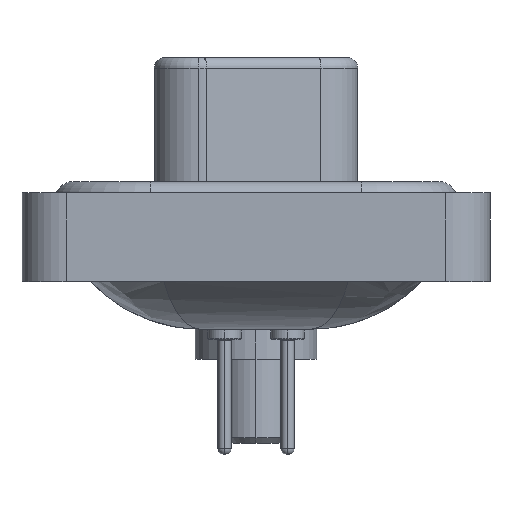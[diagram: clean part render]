
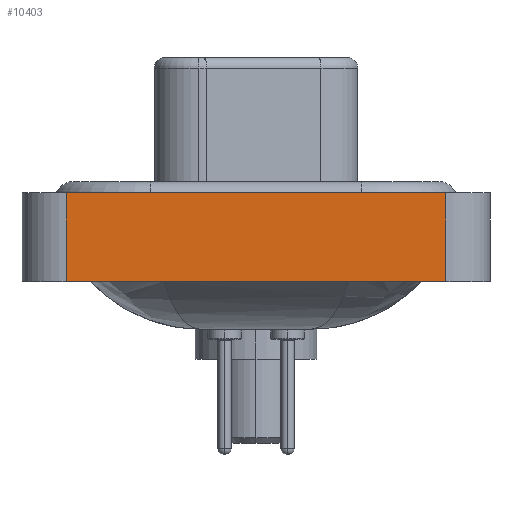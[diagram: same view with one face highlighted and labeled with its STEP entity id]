
A CAD part, left-side view. The second image highlights one B-rep face of the part: STEP entity #10403.
In plain terms, the highlighted planar face has unit normal (-1, 0, 0).
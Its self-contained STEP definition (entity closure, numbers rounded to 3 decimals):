
#659 = VERTEX_POINT ( 'NONE', #19717 ) ;
#1567 = PLANE ( 'NONE',  #12146 ) ;
#3212 = ORIENTED_EDGE ( 'NONE', *, *, #17998, .F. ) ;
#3301 = DIRECTION ( 'NONE',  ( 0., 0., 1. ) ) ;
#6820 = VECTOR ( 'NONE', #10925, 1000. ) ;
#7191 = VECTOR ( 'NONE', #10087, 1000. ) ;
#7385 = ORIENTED_EDGE ( 'NONE', *, *, #18755, .T. ) ;
#7799 = VECTOR ( 'NONE', #23919, 1000. ) ;
#8211 = VECTOR ( 'NONE', #18471, 1000. ) ;
#8237 = CARTESIAN_POINT ( 'NONE',  ( -7.35, -8.55, 0.4 ) ) ;
#8348 = EDGE_LOOP ( 'NONE', ( #11803, #3212, #21276, #7385 ) ) ;
#8643 = FACE_OUTER_BOUND ( 'NONE', #8348, .T. ) ;
#8730 = CARTESIAN_POINT ( 'NONE',  ( -7.35, -8.55, -3.6 ) ) ;
#8739 = LINE ( 'NONE', #8237, #8211 ) ;
#8960 = CARTESIAN_POINT ( 'NONE',  ( -7.35, -8.55, -3.6 ) ) ;
#9127 = DIRECTION ( 'NONE',  ( -1., 0., 0. ) ) ;
#10087 = DIRECTION ( 'NONE',  ( 0., 0., 1. ) ) ;
#10403 = ADVANCED_FACE ( 'NONE', ( #8643 ), #1567, .T. ) ;
#10479 = EDGE_CURVE ( 'NONE', #15919, #23413, #10603, .T. ) ;
#10603 = LINE ( 'NONE', #16394, #7799 ) ;
#10732 = CARTESIAN_POINT ( 'NONE',  ( -7.35, 8.55, 0.4 ) ) ;
#10925 = DIRECTION ( 'NONE',  ( 0., -1., 0. ) ) ;
#11803 = ORIENTED_EDGE ( 'NONE', *, *, #24046, .T. ) ;
#12146 = AXIS2_PLACEMENT_3D ( 'NONE', #20222, #9127, #3301 ) ;
#14036 = CARTESIAN_POINT ( 'NONE',  ( -7.35, 8.55, -3.6 ) ) ;
#15788 = CARTESIAN_POINT ( 'NONE',  ( -7.35, -8.55, 0.4 ) ) ;
#15919 = VERTEX_POINT ( 'NONE', #14036 ) ;
#16394 = CARTESIAN_POINT ( 'NONE',  ( -7.35, 8.55, -3.6 ) ) ;
#17998 = EDGE_CURVE ( 'NONE', #23413, #18142, #8739, .T. ) ;
#18142 = VERTEX_POINT ( 'NONE', #15788 ) ;
#18471 = DIRECTION ( 'NONE',  ( 0., -1., 0. ) ) ;
#18755 = EDGE_CURVE ( 'NONE', #15919, #659, #22030, .T. ) ;
#19717 = CARTESIAN_POINT ( 'NONE',  ( -7.35, -8.55, -3.6 ) ) ;
#20222 = CARTESIAN_POINT ( 'NONE',  ( -7.35, -8.55, -3.6 ) ) ;
#21276 = ORIENTED_EDGE ( 'NONE', *, *, #10479, .F. ) ;
#22030 = LINE ( 'NONE', #8960, #6820 ) ;
#23413 = VERTEX_POINT ( 'NONE', #10732 ) ;
#23532 = LINE ( 'NONE', #8730, #7191 ) ;
#23919 = DIRECTION ( 'NONE',  ( 0., 0., 1. ) ) ;
#24046 = EDGE_CURVE ( 'NONE', #659, #18142, #23532, .T. ) ;
